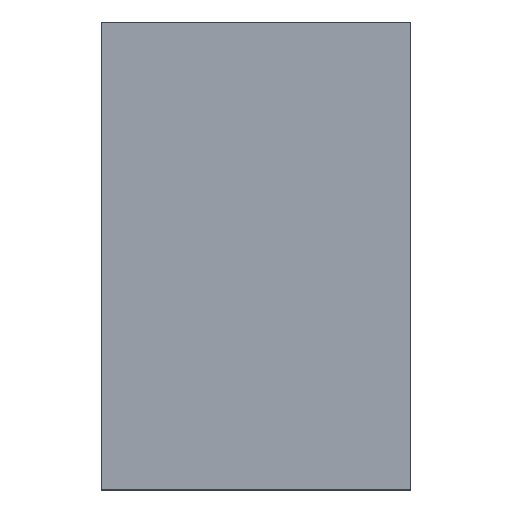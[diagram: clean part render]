
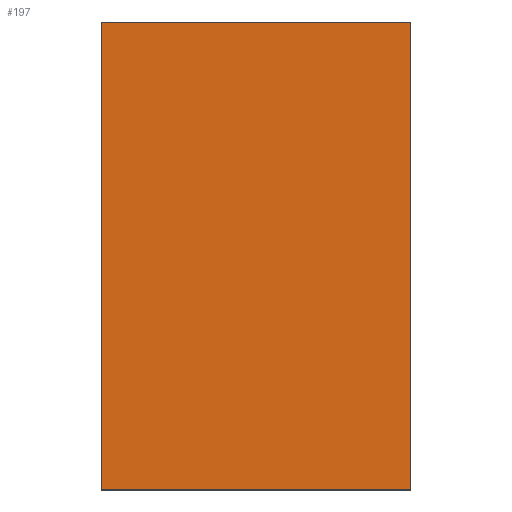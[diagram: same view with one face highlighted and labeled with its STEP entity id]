
A CAD part, top view. The second image highlights one B-rep face of the part: STEP entity #197.
In plain terms, the highlighted planar face has unit normal (0, 0, 1).
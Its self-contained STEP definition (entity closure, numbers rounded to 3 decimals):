
#25=FACE_OUTER_BOUND('',#37,.T.);
#37=EDGE_LOOP('',(#167,#168,#169,#170));
#54=LINE('',#312,#78);
#56=LINE('',#317,#80);
#60=LINE('',#325,#84);
#62=LINE('',#328,#86);
#78=VECTOR('',#258,10.);
#80=VECTOR('',#262,10.);
#84=VECTOR('',#270,10.);
#86=VECTOR('',#274,10.);
#95=VERTEX_POINT('',#305);
#98=VERTEX_POINT('',#310);
#100=VERTEX_POINT('',#316);
#102=VERTEX_POINT('',#324);
#118=EDGE_CURVE('',#98,#95,#54,.T.);
#120=EDGE_CURVE('',#95,#100,#56,.T.);
#124=EDGE_CURVE('',#102,#98,#60,.T.);
#126=EDGE_CURVE('',#100,#102,#62,.T.);
#167=ORIENTED_EDGE('',*,*,#120,.F.);
#168=ORIENTED_EDGE('',*,*,#118,.F.);
#169=ORIENTED_EDGE('',*,*,#124,.F.);
#170=ORIENTED_EDGE('',*,*,#126,.F.);
#185=PLANE('',#225);
#197=ADVANCED_FACE('',(#25),#185,.T.);
#225=AXIS2_PLACEMENT_3D('',#327,#272,#273);
#258=DIRECTION('',(1.,0.,0.));
#262=DIRECTION('',(0.,-1.,0.));
#270=DIRECTION('',(0.,1.,0.));
#272=DIRECTION('center_axis',(0.,0.,1.));
#273=DIRECTION('ref_axis',(1.,0.,0.));
#274=DIRECTION('',(-1.,0.,0.));
#305=CARTESIAN_POINT('',(23.5,70.,11.));
#310=CARTESIAN_POINT('',(-23.5,70.,11.));
#312=CARTESIAN_POINT('',(-23.5,70.,11.));
#316=CARTESIAN_POINT('',(23.5,-1.,11.));
#317=CARTESIAN_POINT('',(23.5,0.,11.));
#324=CARTESIAN_POINT('',(-23.5,-1.,11.));
#325=CARTESIAN_POINT('',(-23.5,0.,11.));
#327=CARTESIAN_POINT('Origin',(-23.5,0.,11.));
#328=CARTESIAN_POINT('',(-23.5,-1.,11.));
